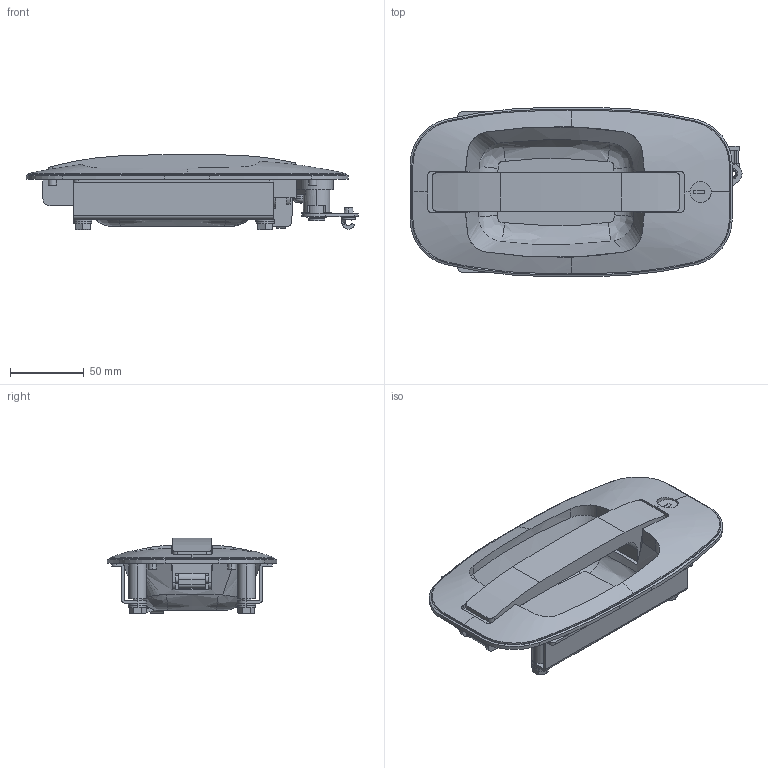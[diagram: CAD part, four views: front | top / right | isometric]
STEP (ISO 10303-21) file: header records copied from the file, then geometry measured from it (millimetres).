
FILE_DESCRIPTION (( 'STEP AP203' ), '1' );
FILE_NAME ('A-868-L.STEP', '2010-08-11T07:48:38', ( ' ' ), ( ' ' ), 'SwSTEP 2.0', 'SolidWorks 2007', '' );
FILE_SCHEMA (( 'CONFIG_CONTROL_DESIGN' ));
Length unit declared in the file: millimetre
Products named in the file (12): A-868本体__A-868-L; A-868庢晅嬥嬶__棉太倌; A-868十字穴付六角ボルト__ﾃﾞﾌｫﾙﾄ; A-868側傋僱僕__棉太倌; A-868-L; A-868僴儞僪儖__A-868-L; A-868防水パッキン__ﾃﾞﾌｫﾙﾄ; A-868儐僯僢僩杮懱__棉太倌; A-868儘乕僞乕__棉太倌; A-868開閉レバー__A-868-L; A-868巭傔嬥__棉太倌; A-868僋僀僢僋僽僢僔儏__岞奐梡
Assembly tree (15 placements, depth 2):
  A-868-L
    A-868庢晅嬥嬶__棉太倌  x2
    A-868十字穴付六角ボルト__ﾃﾞﾌｫﾙﾄ  x4
    A-868本体__A-868-L
    A-868儘乕僞乕__棉太倌
    A-868側傋僱僕__棉太倌
    A-868防水パッキン__ﾃﾞﾌｫﾙﾄ
    A-868儐僯僢僩杮懱__棉太倌
    A-868僋僀僢僋僽僢僔儏__岞奐梡
    A-868開閉レバー__A-868-L
    A-868巭傔嬥__棉太倌
    A-868僴儞僪儖__A-868-L
Bounding box: 225.64 x 115 x 51.08 mm (x, y, z)
Volume: 225226.9 mm3; surface area: 143655.8 mm2
Topology: 15 solids, 15 shells, 725 faces, 1959 edges, 1305 vertices
Faces by surface type: plane 358, cylinder 282, cone 36, bspline 27, torus 18, sphere 4
Entity records: 31849 total; most frequent: CARTESIAN_POINT 15451, ORIENTED_EDGE 3210, DIRECTION 3086, EDGE_CURVE 1605, AXIS2_PLACEMENT_3D 1126, VERTEX_POINT 1069, VECTOR 834, LINE 834
